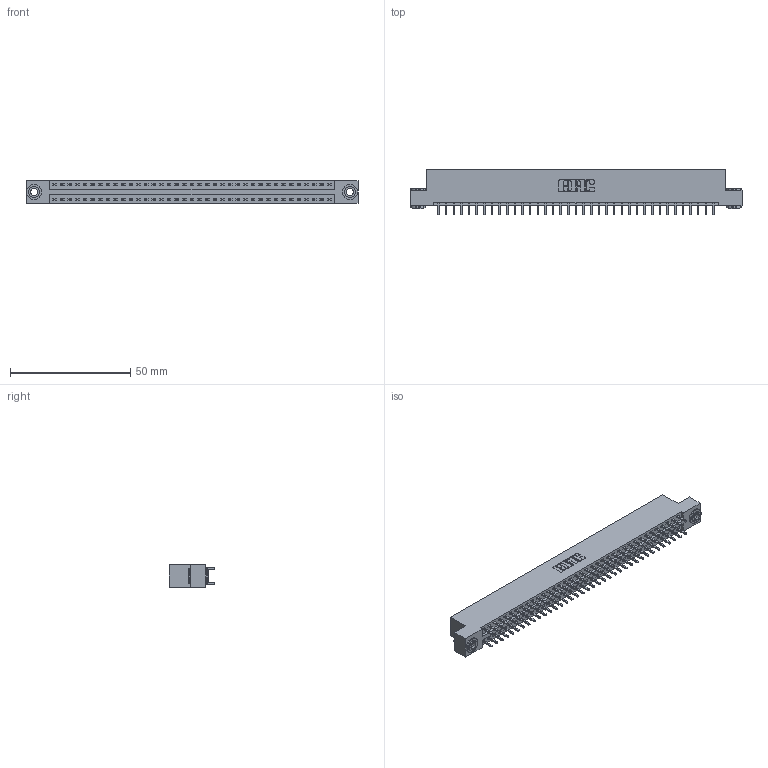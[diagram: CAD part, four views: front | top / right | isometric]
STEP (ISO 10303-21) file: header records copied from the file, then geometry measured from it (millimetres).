
FILE_DESCRIPTION (( 'STEP AP203' ), '1' );
FILE_NAME ('396-074-521-203.STEP', '2018-09-09T11:26:51', ( '' ), ( '' ), 'SwSTEP 2.0', 'SolidWorks 2016', '' );
FILE_SCHEMA (( 'CONFIG_CONTROL_DESIGN' ));
Length unit declared in the file: inch
Products named in the file (4): 345-250-002_345-250-002-102; 396-074-521-203; 346 Part_Flush Mounting Lugs - 0.156 Dia-TH; 345-292-001_345-293-121
Assembly tree (77 placements, depth 2):
  396-074-521-203
    346 Part_Flush Mounting Lugs - 0.156 Dia-TH
    345-292-001_345-293-121  x74
    345-250-002_345-250-002-102  x2
Bounding box: 138.05 x 19.05 x 9.4 mm (x, y, z)
Volume: 13411.9 mm3; surface area: 18367.7 mm2
Topology: 77 solids, 77 shells, 4008 faces, 11875 edges, 7814 vertices
Faces by surface type: plane 2676, cylinder 1324, cone 8
Entity records: 25488 total; most frequent: CARTESIAN_POINT 4183, ORIENTED_EDGE 4110, DIRECTION 3769, EDGE_CURVE 2055, VECTOR 1751, LINE 1751, VERTEX_POINT 1366, AXIS2_PLACEMENT_3D 1009
